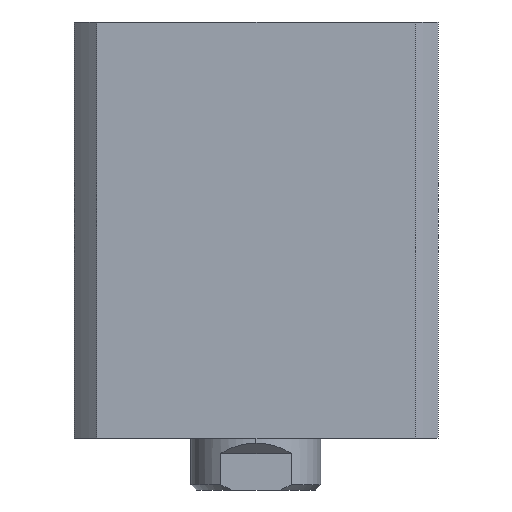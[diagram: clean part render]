
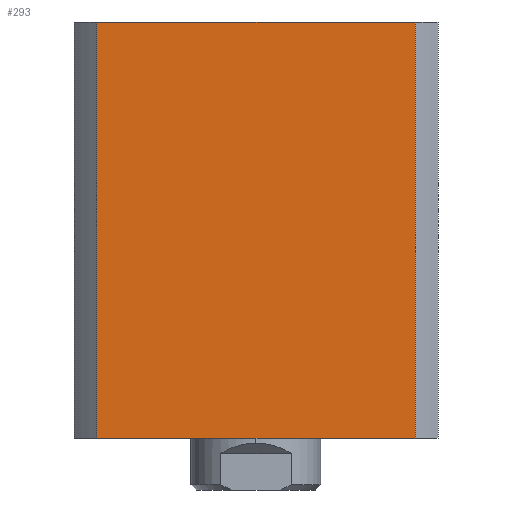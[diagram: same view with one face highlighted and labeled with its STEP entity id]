
A CAD part, left-side view. The second image highlights one B-rep face of the part: STEP entity #293.
In plain terms, the highlighted planar face has unit normal (-1, 0, 0).
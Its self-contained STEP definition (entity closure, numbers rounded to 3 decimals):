
#79 = EDGE_LOOP ( 'NONE', ( #144, #126, #125, #129 ) ) ;
#125 = ORIENTED_EDGE ( 'NONE', *, *, #1623, .F. ) ;
#126 = ORIENTED_EDGE ( 'NONE', *, *, #1622, .F. ) ;
#129 = ORIENTED_EDGE ( 'NONE', *, *, #1619, .T. ) ;
#144 = ORIENTED_EDGE ( 'NONE', *, *, #1621, .T. ) ;
#293 = ADVANCED_FACE ( 'NONE', ( #2066 ), #1365, .F. ) ;
#908 = VERTEX_POINT ( 'NONE', #2755 ) ;
#910 = VERTEX_POINT ( 'NONE', #2757 ) ;
#915 = VERTEX_POINT ( 'NONE', #2762 ) ;
#917 = VERTEX_POINT ( 'NONE', #2764 ) ;
#1357 = CARTESIAN_POINT ( 'NONE',  ( -35., 0., 80. ) ) ;
#1365 = PLANE ( 'NONE',  #1824 ) ;
#1367 = DIRECTION ( 'NONE',  ( 1., 0., 0. ) ) ;
#1368 = DIRECTION ( 'NONE',  ( 0., 0., -1. ) ) ;
#1619 = EDGE_CURVE ( 'NONE', #915, #908, #2350, .T. ) ;
#1621 = EDGE_CURVE ( 'NONE', #908, #910, #2353, .T. ) ;
#1622 = EDGE_CURVE ( 'NONE', #917, #910, #2354, .T. ) ;
#1623 = EDGE_CURVE ( 'NONE', #915, #917, #2351, .T. ) ;
#1824 = AXIS2_PLACEMENT_3D ( 'NONE', #1357, #1367, #1368 ) ;
#2066 = FACE_OUTER_BOUND ( 'NONE', #79, .T. ) ;
#2350 = LINE ( 'NONE', #2987, #2352 ) ;
#2351 = LINE ( 'NONE', #2996, #2359 ) ;
#2352 = VECTOR ( 'NONE', #2981, 1000. ) ;
#2353 = LINE ( 'NONE', #2994, #2355 ) ;
#2354 = LINE ( 'NONE', #3000, #2357 ) ;
#2355 = VECTOR ( 'NONE', #2990, 1000. ) ;
#2357 = VECTOR ( 'NONE', #3002, 1000. ) ;
#2359 = VECTOR ( 'NONE', #3003, 1000. ) ;
#2755 = CARTESIAN_POINT ( 'NONE',  ( -35., 30.615, 0. ) ) ;
#2757 = CARTESIAN_POINT ( 'NONE',  ( -35., -30.615, 0. ) ) ;
#2762 = CARTESIAN_POINT ( 'NONE',  ( -35., 30.615, 80. ) ) ;
#2764 = CARTESIAN_POINT ( 'NONE',  ( -35., -30.615, 80. ) ) ;
#2981 = DIRECTION ( 'NONE',  ( 0., 0., -1. ) ) ;
#2987 = CARTESIAN_POINT ( 'NONE',  ( -35., 30.615, 80. ) ) ;
#2990 = DIRECTION ( 'NONE',  ( 0., -1., 0. ) ) ;
#2994 = CARTESIAN_POINT ( 'NONE',  ( -35., 0., 0. ) ) ;
#2996 = CARTESIAN_POINT ( 'NONE',  ( -35., 0., 80. ) ) ;
#3000 = CARTESIAN_POINT ( 'NONE',  ( -35., -30.615, 80. ) ) ;
#3002 = DIRECTION ( 'NONE',  ( 0., 0., -1. ) ) ;
#3003 = DIRECTION ( 'NONE',  ( 0., -1., 0. ) ) ;
